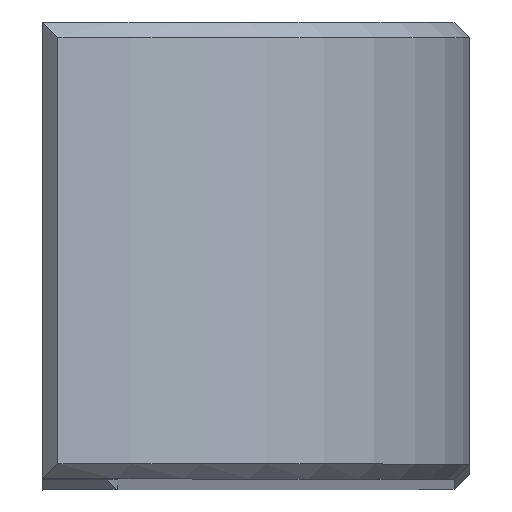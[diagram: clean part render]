
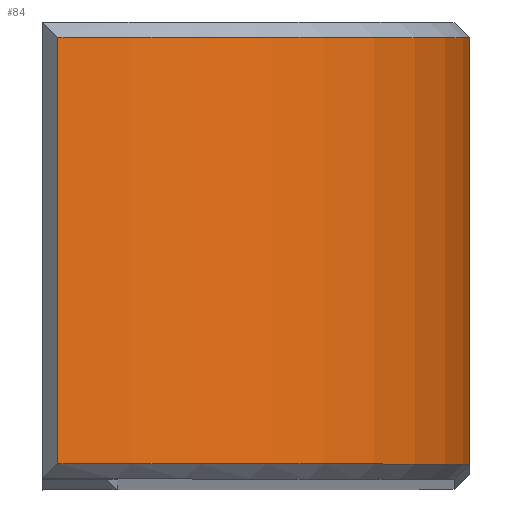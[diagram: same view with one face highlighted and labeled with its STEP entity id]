
A CAD part, top view. The second image highlights one B-rep face of the part: STEP entity #84.
In plain terms, the highlighted cylindrical face has radius 5.8 mm (diameter 11.6 mm), a partial arc.
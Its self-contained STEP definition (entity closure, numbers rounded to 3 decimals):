
#48=CYLINDRICAL_SURFACE('',#521,5.8);
#70=CIRCLE('',#519,5.8);
#71=CIRCLE('',#520,5.8);
#84=ADVANCED_FACE('',(#128),#48,.T.);
#128=FACE_OUTER_BOUND('',#156,.T.);
#156=EDGE_LOOP('',(#216,#217,#218,#219));
#216=ORIENTED_EDGE('',*,*,#384,.T.);
#217=ORIENTED_EDGE('',*,*,#385,.T.);
#218=ORIENTED_EDGE('',*,*,#382,.T.);
#219=ORIENTED_EDGE('',*,*,#386,.T.);
#338=VERTEX_POINT('',#729);
#339=VERTEX_POINT('',#731);
#340=VERTEX_POINT('',#735);
#341=VERTEX_POINT('',#736);
#382=EDGE_CURVE('',#339,#338,#440,.T.);
#384=EDGE_CURVE('',#340,#341,#442,.T.);
#385=EDGE_CURVE('',#341,#339,#70,.T.);
#386=EDGE_CURVE('',#338,#340,#71,.T.);
#440=LINE('',#730,#482);
#442=LINE('',#734,#484);
#482=VECTOR('',#583,1.);
#484=VECTOR('',#587,1.);
#519=AXIS2_PLACEMENT_3D('',#737,#588,#589);
#520=AXIS2_PLACEMENT_3D('',#738,#590,#591);
#521=AXIS2_PLACEMENT_3D('',#739,#592,#593);
#583=DIRECTION('',(0.,1.,0.));
#587=DIRECTION('',(0.,-1.,0.));
#588=DIRECTION('',(0.,1.,0.));
#589=DIRECTION('',(0.,0.,-1.));
#590=DIRECTION('',(0.,-1.,0.));
#591=DIRECTION('',(0.,0.,-1.));
#592=DIRECTION('',(0.,1.,0.));
#593=DIRECTION('',(0.,0.,1.));
#729=CARTESIAN_POINT('',(76.086,356.239,30.999));
#730=CARTESIAN_POINT('',(76.086,350.439,30.999));
#731=CARTESIAN_POINT('',(76.086,350.639,30.999));
#734=CARTESIAN_POINT('',(70.686,350.439,36.785));
#735=CARTESIAN_POINT('',(70.686,356.239,36.785));
#736=CARTESIAN_POINT('',(70.686,350.639,36.785));
#737=CARTESIAN_POINT('',(70.286,350.639,30.999));
#738=CARTESIAN_POINT('',(70.286,356.239,30.999));
#739=CARTESIAN_POINT('',(70.286,350.439,30.999));
